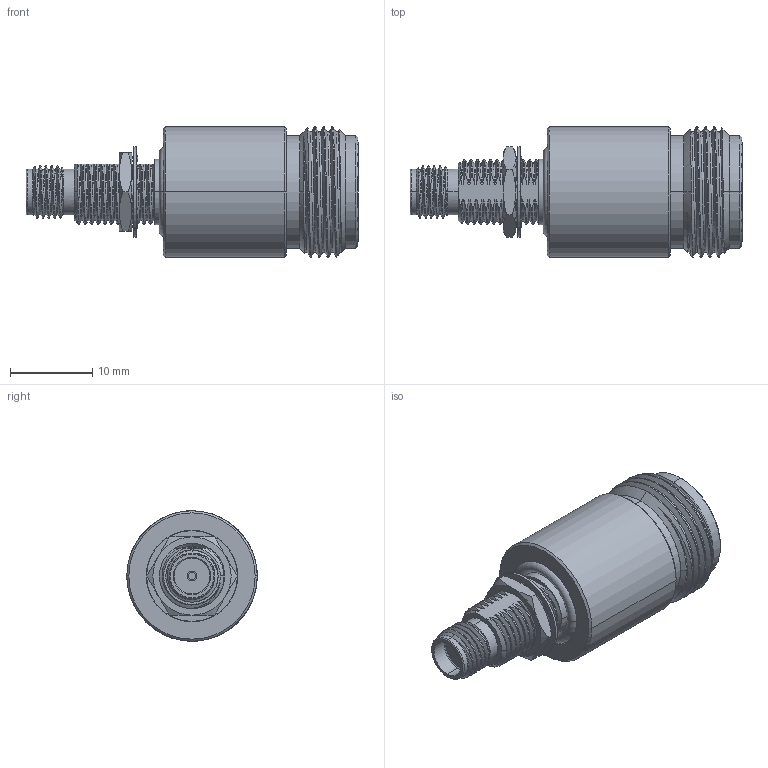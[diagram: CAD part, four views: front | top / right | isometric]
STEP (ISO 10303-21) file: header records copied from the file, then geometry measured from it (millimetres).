
FILE_DESCRIPTION (( 'STEP AP203' ), '1' );
FILE_NAME ('PE9408.step', '2019-02-27T00:17:37', ( '' ), ( '' ), 'SwSTEP 2.0', 'SolidWorks 2017', '' );
FILE_SCHEMA (( 'CONFIG_CONTROL_DESIGN' ));
Length unit declared in the file: inch
Products named in the file (1): PE9408
Bounding box: 40.39 x 15.88 x 15.88 mm (x, y, z)
Volume: 4456 mm3; surface area: 3044.2 mm2
Topology: 4 solids, 4 shells, 306 faces, 849 edges, 564 vertices
Faces by surface type: cylinder 124, bspline 88, cone 46, plane 42, torus 6
Entity records: 30932 total; most frequent: CARTESIAN_POINT 24250, ORIENTED_EDGE 1698, DIRECTION 1000, EDGE_CURVE 849, VERTEX_POINT 564, AXIS2_PLACEMENT_3D 394, EDGE_LOOP 325, FACE_OUTER_BOUND 306
